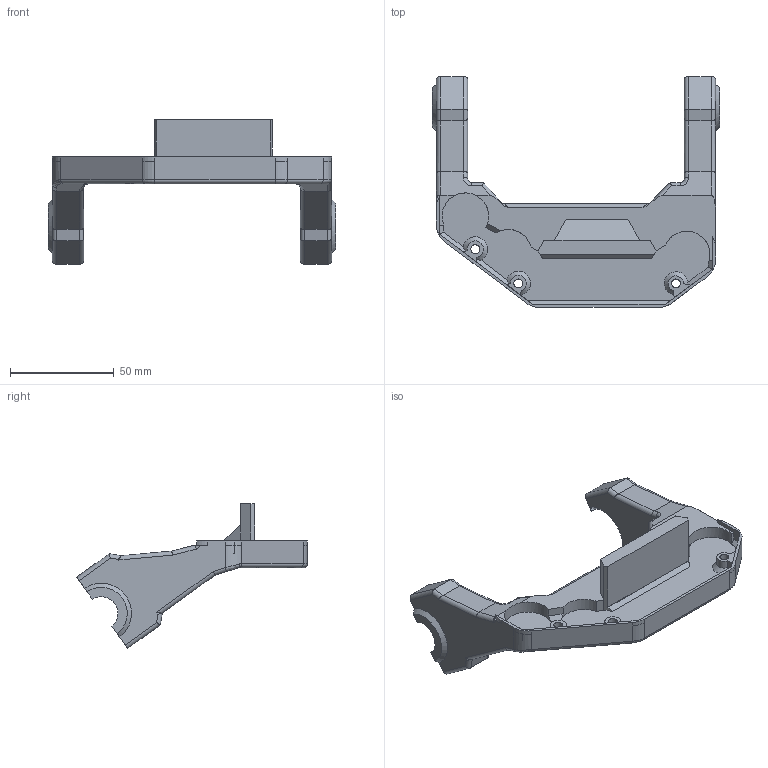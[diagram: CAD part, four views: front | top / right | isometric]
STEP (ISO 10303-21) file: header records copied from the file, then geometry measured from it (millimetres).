
FILE_DESCRIPTION(/* description */ (''),/* implementation_level */ '2;1');
FILE_NAME(/* name */ 'battery_cover_left.stp',/* time_stamp */ '2024-06-29T23:07:05-07:00',/* author */ ('aaron'),/* organization */ (''),/* preprocessor_version */ 'ST-DEVELOPER v19.2',/* originating_system */ 'Autodesk Inventor 2023',/* authorisation */ '');
FILE_SCHEMA (('AUTOMOTIVE_DESIGN { 1 0 10303 214 3 1 1 }'));
Length unit declared in the file: millimetre
Products named in the file (1): bat_cover_left
Bounding box: 138.53 x 111.22 x 69.75 mm (x, y, z)
Volume: 102321.3 mm3; surface area: 32593.4 mm2
Topology: 1 solids, 1 shells, 230 faces, 605 edges, 380 vertices
Faces by surface type: plane 106, cylinder 91, bspline 13, cone 10, torus 8, sphere 2
Full cylindrical faces by diameter (mm): 4.3 x7, 7.2 x3
Entity records: 7676 total; most frequent: CARTESIAN_POINT 1698, ORIENTED_EDGE 1208, DIRECTION 1189, EDGE_CURVE 604, AXIS2_PLACEMENT_3D 405, VERTEX_POINT 380, LINE 379, VECTOR 379
